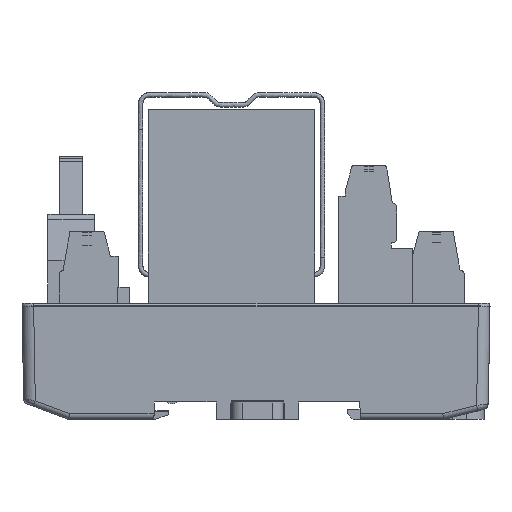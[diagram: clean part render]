
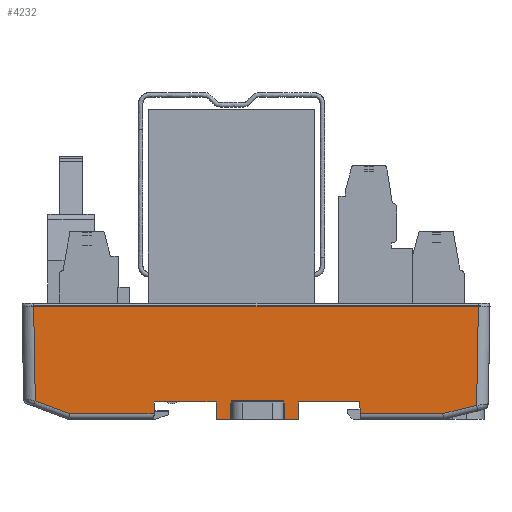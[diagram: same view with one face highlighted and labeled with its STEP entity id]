
A CAD part, left-side view. The second image highlights one B-rep face of the part: STEP entity #4232.
In plain terms, the highlighted planar face has unit normal (-1, 0, -0.018).
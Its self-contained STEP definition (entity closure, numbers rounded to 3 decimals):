
#2075=FACE_OUTER_BOUND('',#18959,.T.);
#4232=ADVANCED_FACE('',(#2075),#6591,.T.);
#6591=PLANE('',#44468);
#9285=LINE('',#59136,#13926);
#9300=LINE('',#59191,#13941);
#9324=LINE('',#59270,#13965);
#9361=LINE('',#59458,#14002);
#9362=LINE('',#59460,#14003);
#9363=LINE('',#59462,#14004);
#9364=LINE('',#59464,#14005);
#9365=LINE('',#59465,#14006);
#9366=LINE('',#59467,#14007);
#9367=LINE('',#59469,#14008);
#9368=LINE('',#59471,#14009);
#9369=LINE('',#59473,#14010);
#9370=LINE('',#59475,#14011);
#9371=LINE('',#59477,#14012);
#9372=LINE('',#59479,#14013);
#9373=LINE('',#59481,#14014);
#9374=LINE('',#59483,#14015);
#9375=LINE('',#59485,#14016);
#9376=LINE('',#59487,#14017);
#9377=LINE('',#59489,#14018);
#13926=VECTOR('',#47799,1.);
#13941=VECTOR('',#47842,1.);
#13965=VECTOR('',#47900,1.);
#14002=VECTOR('',#47965,1.);
#14003=VECTOR('',#47966,1.);
#14004=VECTOR('',#47967,1.);
#14005=VECTOR('',#47968,1.);
#14006=VECTOR('',#47969,1.);
#14007=VECTOR('',#47970,1.);
#14008=VECTOR('',#47971,1.);
#14009=VECTOR('',#47972,1.);
#14010=VECTOR('',#47973,1.);
#14011=VECTOR('',#47974,1.);
#14012=VECTOR('',#47975,1.);
#14013=VECTOR('',#47976,1.);
#14014=VECTOR('',#47977,1.);
#14015=VECTOR('',#47978,1.);
#14016=VECTOR('',#47979,1.);
#14017=VECTOR('',#47980,1.);
#14018=VECTOR('',#47981,1.);
#18959=EDGE_LOOP('',(#22132,#22133,#22134,#22135,#22136,#22137,#22138,#22139,
#22140,#22141,#22142,#22143,#22144,#22145,#22146,#22147,#22148,#22149,#22150,
#22151));
#22132=ORIENTED_EDGE('',*,*,#38137,.T.);
#22133=ORIENTED_EDGE('',*,*,#38215,.F.);
#22134=ORIENTED_EDGE('',*,*,#38216,.T.);
#22135=ORIENTED_EDGE('',*,*,#38217,.T.);
#22136=ORIENTED_EDGE('',*,*,#38218,.T.);
#22137=ORIENTED_EDGE('',*,*,#38114,.F.);
#22138=ORIENTED_EDGE('',*,*,#38219,.F.);
#22139=ORIENTED_EDGE('',*,*,#38220,.F.);
#22140=ORIENTED_EDGE('',*,*,#38221,.F.);
#22141=ORIENTED_EDGE('',*,*,#38222,.T.);
#22142=ORIENTED_EDGE('',*,*,#38223,.T.);
#22143=ORIENTED_EDGE('',*,*,#38224,.F.);
#22144=ORIENTED_EDGE('',*,*,#38225,.T.);
#22145=ORIENTED_EDGE('',*,*,#38226,.T.);
#22146=ORIENTED_EDGE('',*,*,#38227,.F.);
#22147=ORIENTED_EDGE('',*,*,#38228,.T.);
#22148=ORIENTED_EDGE('',*,*,#38229,.F.);
#22149=ORIENTED_EDGE('',*,*,#38230,.F.);
#22150=ORIENTED_EDGE('',*,*,#38231,.T.);
#22151=ORIENTED_EDGE('',*,*,#38170,.T.);
#34057=VERTEX_POINT('',#59135);
#34058=VERTEX_POINT('',#59137);
#34076=VERTEX_POINT('',#59189);
#34078=VERTEX_POINT('',#59192);
#34098=VERTEX_POINT('',#59271);
#34127=VERTEX_POINT('',#59459);
#34128=VERTEX_POINT('',#59461);
#34129=VERTEX_POINT('',#59463);
#34130=VERTEX_POINT('',#59466);
#34131=VERTEX_POINT('',#59468);
#34132=VERTEX_POINT('',#59470);
#34133=VERTEX_POINT('',#59472);
#34134=VERTEX_POINT('',#59474);
#34135=VERTEX_POINT('',#59476);
#34136=VERTEX_POINT('',#59478);
#34137=VERTEX_POINT('',#59480);
#34138=VERTEX_POINT('',#59482);
#34139=VERTEX_POINT('',#59484);
#34140=VERTEX_POINT('',#59486);
#34141=VERTEX_POINT('',#59488);
#38114=EDGE_CURVE('',#34057,#34058,#9285,.T.);
#38137=EDGE_CURVE('',#34078,#34076,#9300,.T.);
#38170=EDGE_CURVE('',#34098,#34078,#9324,.T.);
#38215=EDGE_CURVE('',#34127,#34076,#9361,.T.);
#38216=EDGE_CURVE('',#34127,#34128,#9362,.T.);
#38217=EDGE_CURVE('',#34128,#34129,#9363,.T.);
#38218=EDGE_CURVE('',#34129,#34058,#9364,.T.);
#38219=EDGE_CURVE('',#34130,#34057,#9365,.T.);
#38220=EDGE_CURVE('',#34131,#34130,#9366,.T.);
#38221=EDGE_CURVE('',#34132,#34131,#9367,.T.);
#38222=EDGE_CURVE('',#34132,#34133,#9368,.T.);
#38223=EDGE_CURVE('',#34133,#34134,#9369,.T.);
#38224=EDGE_CURVE('',#34135,#34134,#9370,.T.);
#38225=EDGE_CURVE('',#34135,#34136,#9371,.T.);
#38226=EDGE_CURVE('',#34136,#34137,#9372,.T.);
#38227=EDGE_CURVE('',#34138,#34137,#9373,.T.);
#38228=EDGE_CURVE('',#34138,#34139,#9374,.T.);
#38229=EDGE_CURVE('',#34140,#34139,#9375,.T.);
#38230=EDGE_CURVE('',#34141,#34140,#9376,.T.);
#38231=EDGE_CURVE('',#34141,#34098,#9377,.T.);
#44468=AXIS2_PLACEMENT_3D('',#59490,#47982,#47983);
#47799=DIRECTION('',(0.017,0.017,-1.));
#47842=DIRECTION('',(-0.017,-0.017,1.));
#47900=DIRECTION('',(-0.004,-0.97,0.243));
#47965=DIRECTION('',(0.,-1.,0.));
#47966=DIRECTION('',(0.017,-0.017,-1.));
#47967=DIRECTION('',(0.006,-0.936,-0.351));
#47968=DIRECTION('',(0.,-1.,0.));
#47969=DIRECTION('',(0.,1.,0.));
#47970=DIRECTION('',(-0.017,0.035,0.999));
#47971=DIRECTION('',(0.,1.,0.));
#47972=DIRECTION('',(-0.017,-0.035,0.999));
#47973=DIRECTION('',(-0.017,0.,1.));
#47974=DIRECTION('',(0.,1.,0.));
#47975=DIRECTION('',(0.017,0.,-1.));
#47976=DIRECTION('',(0.017,-0.035,-0.999));
#47977=DIRECTION('',(0.,1.,0.));
#47978=DIRECTION('',(-0.017,-0.035,0.999));
#47979=DIRECTION('',(0.,1.,0.));
#47980=DIRECTION('',(-0.017,0.017,1.));
#47981=DIRECTION('',(0.,-1.,0.));
#47982=DIRECTION('',(-1.,0.,-0.017));
#47983=DIRECTION('',(0.017,0.,-1.));
#59135=CARTESIAN_POINT('',(-69.065,56.004,-17.));
#59136=CARTESIAN_POINT('',(-69.367,55.702,0.302));
#59137=CARTESIAN_POINT('',(-69.03,56.04,-19.017));
#59189=CARTESIAN_POINT('',(-69.353,0.321,-0.512));
#59191=CARTESIAN_POINT('',(-69.363,0.312,0.035));
#59192=CARTESIAN_POINT('',(-69.056,0.619,-17.563));
#59270=CARTESIAN_POINT('',(-68.918,32.157,-25.448));
#59271=CARTESIAN_POINT('',(-69.03,6.436,-19.017));
#59458=CARTESIAN_POINT('',(-69.353,38.522,-0.512));
#59459=CARTESIAN_POINT('',(-69.353,76.722,-0.512));
#59460=CARTESIAN_POINT('',(-69.351,76.72,-0.664));
#59461=CARTESIAN_POINT('',(-69.069,76.438,-16.809));
#59462=CARTESIAN_POINT('',(-68.887,48.726,-27.201));
#59463=CARTESIAN_POINT('',(-69.03,70.55,-19.017));
#59464=CARTESIAN_POINT('',(-69.03,38.522,-19.017));
#59465=CARTESIAN_POINT('',(-69.065,38.522,-17.));
#59466=CARTESIAN_POINT('',(-69.065,45.368,-17.));
#59467=CARTESIAN_POINT('',(-69.358,45.953,-0.257));
#59468=CARTESIAN_POINT('',(-69.013,45.264,-20.));
#59469=CARTESIAN_POINT('',(-69.013,38.264,-20.));
#59470=CARTESIAN_POINT('',(-69.013,42.918,-20.));
#59471=CARTESIAN_POINT('',(-69.365,42.215,0.132));
#59472=CARTESIAN_POINT('',(-69.065,42.814,-17.));
#59473=CARTESIAN_POINT('',(-69.362,42.814,0.003));
#59474=CARTESIAN_POINT('',(-69.07,42.814,-16.716));
#59475=CARTESIAN_POINT('',(-69.07,247.709,-16.716));
#59476=CARTESIAN_POINT('',(-69.07,33.714,-16.716));
#59477=CARTESIAN_POINT('',(-69.362,33.714,0.003));
#59478=CARTESIAN_POINT('',(-69.065,33.714,-17.));
#59479=CARTESIAN_POINT('',(-69.365,34.312,0.15));
#59480=CARTESIAN_POINT('',(-69.013,33.609,-20.));
#59481=CARTESIAN_POINT('',(-69.013,38.264,-20.));
#59482=CARTESIAN_POINT('',(-69.013,31.264,-20.));
#59483=CARTESIAN_POINT('',(-69.01,31.27,-20.175));
#59484=CARTESIAN_POINT('',(-69.065,31.159,-17.));
#59485=CARTESIAN_POINT('',(-69.065,38.522,-17.));
#59486=CARTESIAN_POINT('',(-69.065,20.673,-17.));
#59487=CARTESIAN_POINT('',(-69.055,20.662,-17.628));
#59488=CARTESIAN_POINT('',(-69.03,20.638,-19.017));
#59489=CARTESIAN_POINT('',(-69.03,38.522,-19.017));
#59490=CARTESIAN_POINT('',(-69.362,38.522,0.003));
